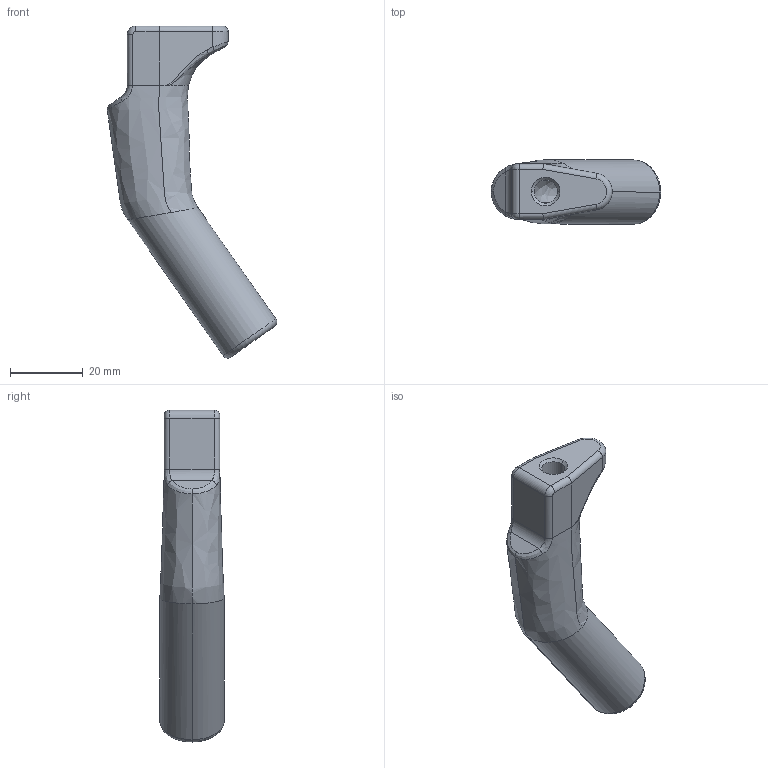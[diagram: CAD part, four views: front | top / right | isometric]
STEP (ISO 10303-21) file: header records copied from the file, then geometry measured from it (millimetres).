
FILE_DESCRIPTION (( 'STEP AP203' ), '1' );
FILE_NAME ('AB62.STEP', '2019-10-30T16:52:13', ( 'tempuser' ), ( 'Microsoft' ), 'SwSTEP 2.0', 'SolidWorks 2019', '' );
FILE_SCHEMA (( 'CONFIG_CONTROL_DESIGN' ));
Length unit declared in the file: inch
Products named in the file (1): AB62
Bounding box: 46.54 x 17.65 x 91.2 mm (x, y, z)
Volume: 20424 mm3; surface area: 8406.4 mm2
Topology: 1 solids, 1 shells, 62 faces, 153 edges, 93 vertices
Faces by surface type: cylinder 18, bspline 14, cone 10, torus 10, plane 10
Entity records: 3630 total; most frequent: CARTESIAN_POINT 2187, ORIENTED_EDGE 306, DIRECTION 266, EDGE_CURVE 153, AXIS2_PLACEMENT_3D 111, VERTEX_POINT 93, EDGE_LOOP 64, FACE_OUTER_BOUND 62
